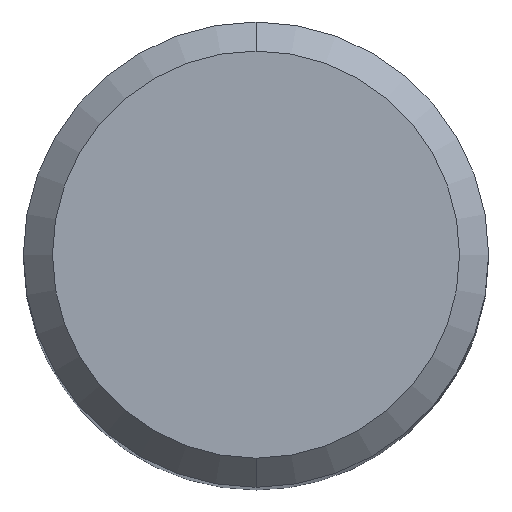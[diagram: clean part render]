
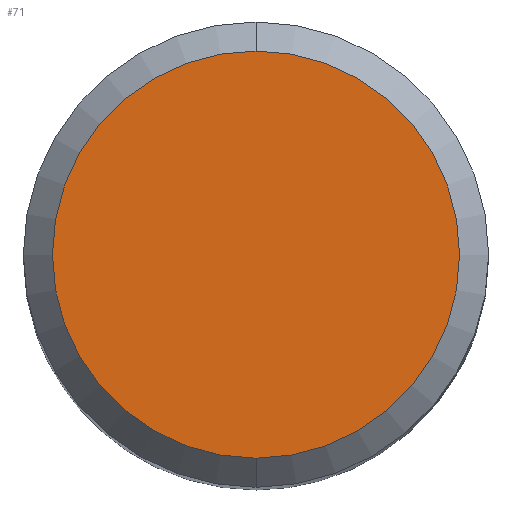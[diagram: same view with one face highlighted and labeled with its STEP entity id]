
A CAD part, top view. The second image highlights one B-rep face of the part: STEP entity #71.
In plain terms, the highlighted planar face has unit normal (0, 0, 1).
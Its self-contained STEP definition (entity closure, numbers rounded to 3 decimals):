
#35=PLANE('',#748);
#71=ADVANCED_FACE('',(#129),#35,.F.);
#129=FACE_OUTER_BOUND('',#172,.T.);
#172=EDGE_LOOP('',(#329,#330));
#329=ORIENTED_EDGE('',*,*,#552,.F.);
#330=ORIENTED_EDGE('',*,*,#580,.F.);
#493=VERTEX_POINT('',#1057);
#494=VERTEX_POINT('',#1058);
#552=EDGE_CURVE('',#493,#494,#649,.T.);
#580=EDGE_CURVE('',#494,#493,#659,.T.);
#649=CIRCLE('',#730,7.);
#659=CIRCLE('',#747,7.);
#730=AXIS2_PLACEMENT_3D('',#1056,#832,#833);
#747=AXIS2_PLACEMENT_3D('',#1153,#876,#877);
#748=AXIS2_PLACEMENT_3D('',#1154,#878,#879);
#832=DIRECTION('',(0.,0.,-1.));
#833=DIRECTION('',(0.,1.,0.));
#876=DIRECTION('',(0.,0.,-1.));
#877=DIRECTION('',(0.,1.,0.));
#878=DIRECTION('',(0.,0.,-1.));
#879=DIRECTION('',(0.,-1.,0.));
#1056=CARTESIAN_POINT('',(0.,0.,0.));
#1057=CARTESIAN_POINT('',(0.,7.,0.));
#1058=CARTESIAN_POINT('',(0.,-7.,0.));
#1153=CARTESIAN_POINT('',(0.,0.,0.));
#1154=CARTESIAN_POINT('',(7.,0.,0.));
